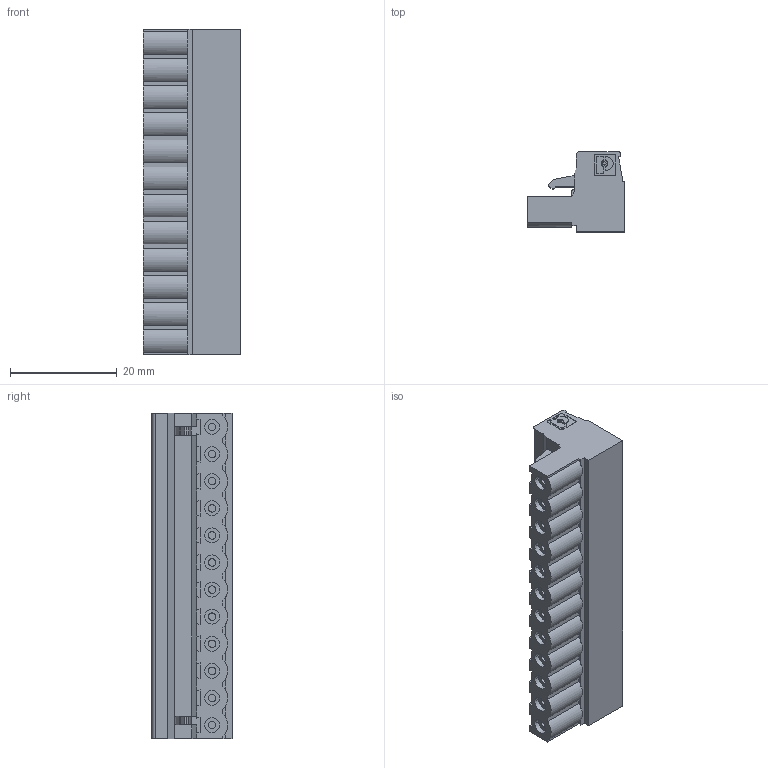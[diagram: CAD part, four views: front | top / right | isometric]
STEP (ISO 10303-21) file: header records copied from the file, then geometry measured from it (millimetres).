
FILE_DESCRIPTION(('Creo Elements/Direct Modeling STEP Export'),'2;1');
FILE_NAME('model.stp','2020-04-09T 4:02:18',(''),(''),'Creo Elements/Direct Modeling STEP processor for AP214 (Solid Model)','Creo Elements/Direct Modeling 20.1A 29-Sep-2018 (C) Parametric Technology GmbH','');
FILE_SCHEMA(('AUTOMOTIVE_DESIGN { 1 0 10303 214 1 1 1 1 }'));
Length unit declared in the file: millimetre
Products named in the file (2): PG106207
Assembly tree (1 placements, depth 2):
  PG106207
    PG106207
Bounding box: 18.2 x 15 x 60.96 mm (x, y, z)
Volume: 9828.2 mm3; surface area: 6317.8 mm2
Topology: 1 solids, 1 shells, 673 faces, 1711 edges, 1104 vertices
Faces by surface type: plane 496, cylinder 177
Entity records: 20823 total; most frequent: ORIENTED_EDGE 3422, CARTESIAN_POINT 3321, DIRECTION 3209, EDGE_CURVE 1711, VECTOR 1225, LINE 1225, VERTEX_POINT 1104, AXIS2_PLACEMENT_3D 992
